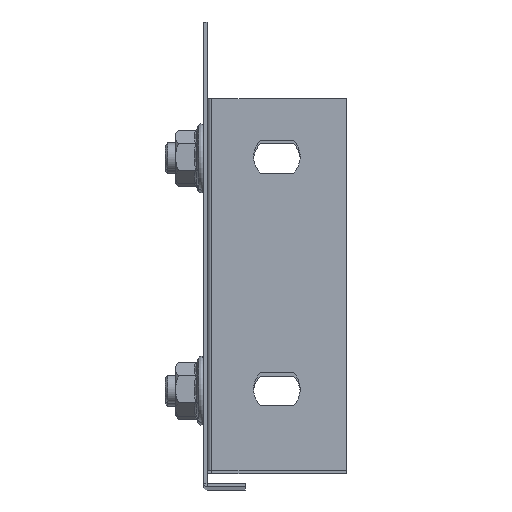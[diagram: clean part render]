
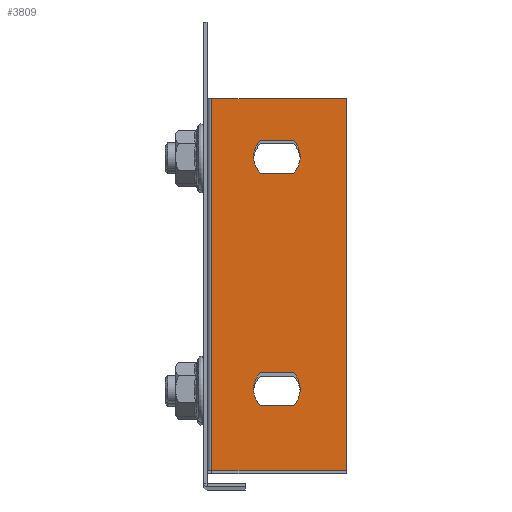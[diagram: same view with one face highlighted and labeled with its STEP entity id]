
A CAD part, top view. The second image highlights one B-rep face of the part: STEP entity #3809.
In plain terms, the highlighted face is planar.
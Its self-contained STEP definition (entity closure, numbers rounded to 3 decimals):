
#234 = CARTESIAN_POINT ( 'NONE',  ( 0., 1., 40. ) ) ;
#245 = CARTESIAN_POINT ( 'NONE',  ( 0., 1., -40. ) ) ;
#250 = CARTESIAN_POINT ( 'NONE',  ( 0., 30., -40. ) ) ;
#264 = CARTESIAN_POINT ( 'NONE',  ( 0., 18.571, 31. ) ) ;
#265 = CARTESIAN_POINT ( 'NONE',  ( 0., 11.429, 31. ) ) ;
#268 = CARTESIAN_POINT ( 'NONE',  ( 0., 11.429, -19. ) ) ;
#269 = CARTESIAN_POINT ( 'NONE',  ( 0., 18.571, -19. ) ) ;
#270 = CARTESIAN_POINT ( 'NONE',  ( 0., 11.429, -26. ) ) ;
#271 = CARTESIAN_POINT ( 'NONE',  ( 0., 18.571, -26. ) ) ;
#273 = CARTESIAN_POINT ( 'NONE',  ( 0., 11.429, 24. ) ) ;
#274 = CARTESIAN_POINT ( 'NONE',  ( 0., 18.571, 24. ) ) ;
#275 = CARTESIAN_POINT ( 'NONE',  ( 0., 30., 40. ) ) ;
#582 = CARTESIAN_POINT ( 'NONE',  ( 0., 30., -40. ) ) ;
#808 = EDGE_CURVE ( 'NONE', #1892, #1887, #2381, .T. ) ;
#834 = EDGE_CURVE ( 'NONE', #1876, #1887, #2426, .T. ) ;
#835 = EDGE_CURVE ( 'NONE', #1910, #1912, #2422, .T. ) ;
#836 = EDGE_CURVE ( 'NONE', #1911, #1910, #2428, .T. ) ;
#837 = EDGE_CURVE ( 'NONE', #1913, #1911, #2430, .T. ) ;
#838 = EDGE_CURVE ( 'NONE', #1912, #1913, #2431, .T. ) ;
#839 = EDGE_CURVE ( 'NONE', #1907, #1915, #2433, .T. ) ;
#840 = EDGE_CURVE ( 'NONE', #1906, #1907, #2434, .T. ) ;
#841 = EDGE_CURVE ( 'NONE', #1916, #1906, #2436, .T. ) ;
#842 = EDGE_CURVE ( 'NONE', #1915, #1916, #2437, .T. ) ;
#843 = EDGE_CURVE ( 'NONE', #1917, #1892, #2439, .T. ) ;
#844 = EDGE_CURVE ( 'NONE', #1917, #1876, #2440, .T. ) ;
#929 = AXIS2_PLACEMENT_3D ( 'NONE', #1234, #1235, #1236 ) ;
#930 = AXIS2_PLACEMENT_3D ( 'NONE', #1239, #1240, #1241 ) ;
#931 = AXIS2_PLACEMENT_3D ( 'NONE', #1244, #1245, #1246 ) ;
#932 = AXIS2_PLACEMENT_3D ( 'NONE', #1251, #1252, #1253 ) ;
#1171 = DIRECTION ( 'NONE',  ( 0., -1., 0. ) ) ;
#1230 = CARTESIAN_POINT ( 'NONE',  ( 0., 1., 40. ) ) ;
#1231 = DIRECTION ( 'NONE',  ( 0., -1., 0. ) ) ;
#1232 = DIRECTION ( 'NONE',  ( 0., 0., -1. ) ) ;
#1233 = CARTESIAN_POINT ( 'NONE',  ( 0., 18.571, -19. ) ) ;
#1234 = CARTESIAN_POINT ( 'NONE',  ( 0., 15., -22.5 ) ) ;
#1235 = DIRECTION ( 'NONE',  ( 1., 0., 0. ) ) ;
#1236 = DIRECTION ( 'NONE',  ( 0., 1., 0. ) ) ;
#1237 = DIRECTION ( 'NONE',  ( 0., 1., 0. ) ) ;
#1238 = CARTESIAN_POINT ( 'NONE',  ( 0., 11.429, -26. ) ) ;
#1239 = CARTESIAN_POINT ( 'NONE',  ( 0., 15., -22.5 ) ) ;
#1240 = DIRECTION ( 'NONE',  ( 1., 0., 0. ) ) ;
#1241 = DIRECTION ( 'NONE',  ( 0., 1., 0. ) ) ;
#1242 = DIRECTION ( 'NONE',  ( 0., -1., 0. ) ) ;
#1243 = CARTESIAN_POINT ( 'NONE',  ( 0., 18.571, 31. ) ) ;
#1244 = CARTESIAN_POINT ( 'NONE',  ( 0., 15., 27.5 ) ) ;
#1245 = DIRECTION ( 'NONE',  ( 1., 0., 0. ) ) ;
#1246 = DIRECTION ( 'NONE',  ( 0., 1., 0. ) ) ;
#1247 = DIRECTION ( 'NONE',  ( 0., 1., 0. ) ) ;
#1248 = CARTESIAN_POINT ( 'NONE',  ( 0., 30., 40. ) ) ;
#1249 = CARTESIAN_POINT ( 'NONE',  ( 0., 30., 40. ) ) ;
#1250 = CARTESIAN_POINT ( 'NONE',  ( 0., 11.429, 24. ) ) ;
#1251 = CARTESIAN_POINT ( 'NONE',  ( 0., 15., 27.5 ) ) ;
#1252 = DIRECTION ( 'NONE',  ( 1., 0., 0. ) ) ;
#1253 = DIRECTION ( 'NONE',  ( 0., 1., 0. ) ) ;
#1254 = DIRECTION ( 'NONE',  ( 0., 0., -1. ) ) ;
#1256 = DIRECTION ( 'NONE',  ( 0., -1., 0. ) ) ;
#1464 = DIRECTION ( 'NONE',  ( 1., 0., 0. ) ) ;
#1471 = CARTESIAN_POINT ( 'NONE',  ( 0., 30., 40. ) ) ;
#1473 = PLANE ( 'NONE',  #3581 ) ;
#1475 = DIRECTION ( 'NONE',  ( 0., 1., 0. ) ) ;
#1761 = EDGE_LOOP ( 'NONE', ( #2016, #2015, #2014, #2013 ) ) ;
#1762 = EDGE_LOOP ( 'NONE', ( #2020, #2019, #2018, #2017 ) ) ;
#1764 = EDGE_LOOP ( 'NONE', ( #2024, #2023, #2022, #2021 ) ) ;
#1876 = VERTEX_POINT ( 'NONE', #234 ) ;
#1887 = VERTEX_POINT ( 'NONE', #245 ) ;
#1892 = VERTEX_POINT ( 'NONE', #250 ) ;
#1906 = VERTEX_POINT ( 'NONE', #264 ) ;
#1907 = VERTEX_POINT ( 'NONE', #265 ) ;
#1910 = VERTEX_POINT ( 'NONE', #268 ) ;
#1911 = VERTEX_POINT ( 'NONE', #269 ) ;
#1912 = VERTEX_POINT ( 'NONE', #270 ) ;
#1913 = VERTEX_POINT ( 'NONE', #271 ) ;
#1915 = VERTEX_POINT ( 'NONE', #273 ) ;
#1916 = VERTEX_POINT ( 'NONE', #274 ) ;
#1917 = VERTEX_POINT ( 'NONE', #275 ) ;
#2013 = ORIENTED_EDGE ( 'NONE', *, *, #834, .T. ) ;
#2014 = ORIENTED_EDGE ( 'NONE', *, *, #844, .T. ) ;
#2015 = ORIENTED_EDGE ( 'NONE', *, *, #843, .F. ) ;
#2016 = ORIENTED_EDGE ( 'NONE', *, *, #808, .F. ) ;
#2017 = ORIENTED_EDGE ( 'NONE', *, *, #842, .F. ) ;
#2018 = ORIENTED_EDGE ( 'NONE', *, *, #841, .F. ) ;
#2019 = ORIENTED_EDGE ( 'NONE', *, *, #840, .F. ) ;
#2020 = ORIENTED_EDGE ( 'NONE', *, *, #839, .F. ) ;
#2021 = ORIENTED_EDGE ( 'NONE', *, *, #838, .F. ) ;
#2022 = ORIENTED_EDGE ( 'NONE', *, *, #837, .F. ) ;
#2023 = ORIENTED_EDGE ( 'NONE', *, *, #836, .F. ) ;
#2024 = ORIENTED_EDGE ( 'NONE', *, *, #835, .F. ) ;
#2381 = LINE ( 'NONE', #582, #2386 ) ;
#2386 = VECTOR ( 'NONE', #1171, 1000. ) ;
#2422 = CIRCLE ( 'NONE', #929, 5. ) ;
#2426 = LINE ( 'NONE', #1230, #2429 ) ;
#2428 = LINE ( 'NONE', #1233, #2432 ) ;
#2429 = VECTOR ( 'NONE', #1232, 1000. ) ;
#2430 = CIRCLE ( 'NONE', #930, 5. ) ;
#2431 = LINE ( 'NONE', #1238, #2435 ) ;
#2432 = VECTOR ( 'NONE', #1231, 1000. ) ;
#2433 = CIRCLE ( 'NONE', #931, 5. ) ;
#2434 = LINE ( 'NONE', #1243, #2438 ) ;
#2435 = VECTOR ( 'NONE', #1237, 1000. ) ;
#2436 = CIRCLE ( 'NONE', #932, 5. ) ;
#2437 = LINE ( 'NONE', #1250, #2441 ) ;
#2438 = VECTOR ( 'NONE', #1242, 1000. ) ;
#2439 = LINE ( 'NONE', #1249, #2443 ) ;
#2440 = LINE ( 'NONE', #1248, #2445 ) ;
#2441 = VECTOR ( 'NONE', #1247, 1000. ) ;
#2443 = VECTOR ( 'NONE', #1254, 1000. ) ;
#2445 = VECTOR ( 'NONE', #1256, 1000. ) ;
#3276 = FACE_BOUND ( 'NONE', #1764, .T. ) ;
#3279 = FACE_OUTER_BOUND ( 'NONE', #1761, .T. ) ;
#3281 = FACE_BOUND ( 'NONE', #1762, .T. ) ;
#3581 = AXIS2_PLACEMENT_3D ( 'NONE', #1471, #1464, #1475 ) ;
#3809 = ADVANCED_FACE ( 'NONE', ( #3276, #3281, #3279 ), #1473, .T. ) ;
